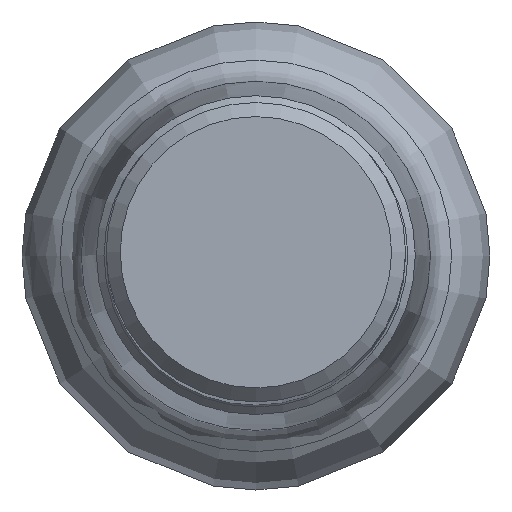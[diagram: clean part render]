
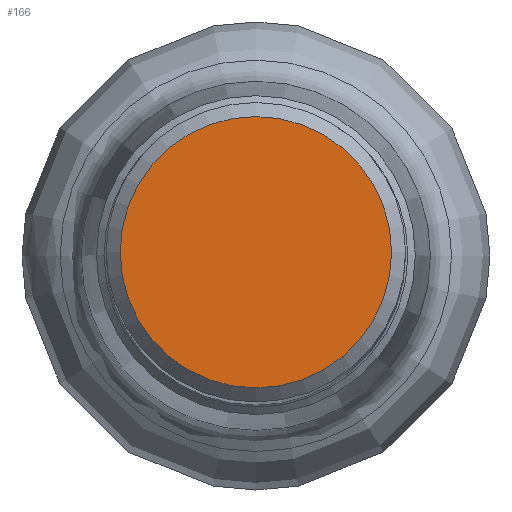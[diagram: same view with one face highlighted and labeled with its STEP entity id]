
A CAD part, top view. The second image highlights one B-rep face of the part: STEP entity #166.
In plain terms, the highlighted planar face has unit normal (0, 0, 1).
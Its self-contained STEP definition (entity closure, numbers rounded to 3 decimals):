
#166=ADVANCED_FACE('',(#172),#170,.T.);
#170=PLANE('',#421);
#172=FACE_OUTER_BOUND('',#206,.T.);
#206=EDGE_LOOP('',(#240));
#240=ORIENTED_EDGE('',*,*,#275,.F.);
#257=VERTEX_POINT('',#585);
#275=EDGE_CURVE('',#257,#257,#292,.T.);
#292=CIRCLE('',#419,14.496);
#419=AXIS2_PLACEMENT_3D('',#584,#505,#506);
#421=AXIS2_PLACEMENT_3D('',#587,#509,#510);
#505=DIRECTION('',(0.,0.,-1.));
#506=DIRECTION('',(-1.,0.,0.));
#509=DIRECTION('',(0.,0.,1.));
#510=DIRECTION('',(1.,0.,0.));
#584=CARTESIAN_POINT('',(0.,0.,0.));
#585=CARTESIAN_POINT('',(-14.496,0.,0.));
#587=CARTESIAN_POINT('',(-14.496,0.,0.));
